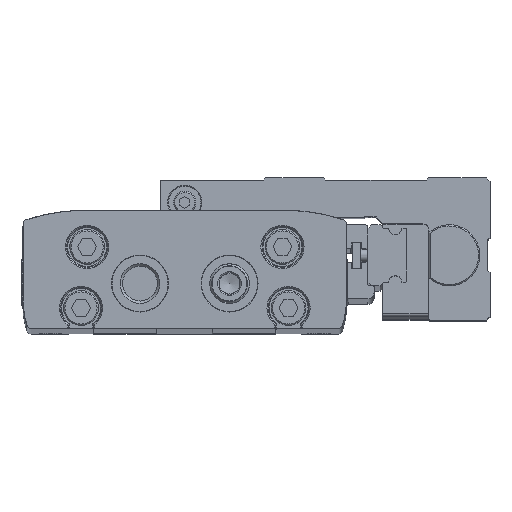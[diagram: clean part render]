
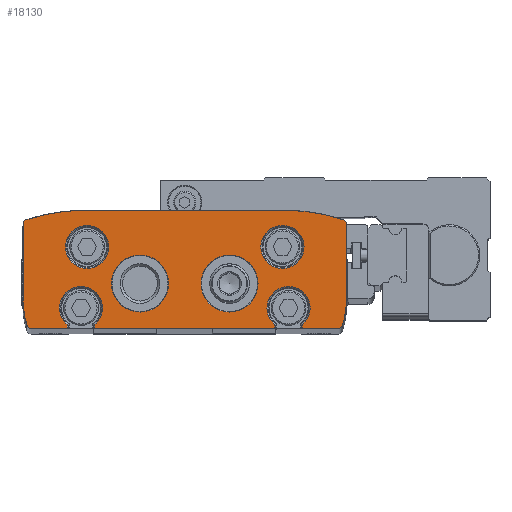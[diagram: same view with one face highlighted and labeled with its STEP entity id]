
A CAD part, top view. The second image highlights one B-rep face of the part: STEP entity #18130.
In plain terms, the highlighted planar face has unit normal (0, 0, 1).
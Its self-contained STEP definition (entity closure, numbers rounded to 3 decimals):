
#805=CIRCLE('',#22200,5.3);
#806=CIRCLE('',#22201,5.3);
#807=CIRCLE('',#22202,1.);
#808=CIRCLE('',#22203,21.);
#809=CIRCLE('',#22204,1.);
#810=CIRCLE('',#22205,45.);
#811=CIRCLE('',#22206,45.);
#812=CIRCLE('',#22207,1.);
#813=CIRCLE('',#22208,21.);
#814=CIRCLE('',#22209,1.);
#815=CIRCLE('',#22210,5.3);
#816=CIRCLE('',#22211,5.3);
#817=CIRCLE('',#22212,7.);
#818=CIRCLE('',#22213,7.);
#1857=ORIENTED_EDGE('',*,*,#6876,.F.);
#1858=ORIENTED_EDGE('',*,*,#6865,.T.);
#1859=ORIENTED_EDGE('',*,*,#6725,.T.);
#1860=ORIENTED_EDGE('',*,*,#6867,.F.);
#1861=ORIENTED_EDGE('',*,*,#6877,.F.);
#1862=ORIENTED_EDGE('',*,*,#6875,.T.);
#1863=ORIENTED_EDGE('',*,*,#6717,.T.);
#1864=ORIENTED_EDGE('',*,*,#6878,.T.);
#1865=ORIENTED_EDGE('',*,*,#6879,.T.);
#1866=ORIENTED_EDGE('',*,*,#6880,.T.);
#1867=ORIENTED_EDGE('',*,*,#6881,.T.);
#1868=ORIENTED_EDGE('',*,*,#6882,.T.);
#1869=ORIENTED_EDGE('',*,*,#6883,.T.);
#1870=ORIENTED_EDGE('',*,*,#6884,.T.);
#1871=ORIENTED_EDGE('',*,*,#6885,.T.);
#1872=ORIENTED_EDGE('',*,*,#6886,.T.);
#1873=ORIENTED_EDGE('',*,*,#6887,.T.);
#1874=ORIENTED_EDGE('',*,*,#6888,.T.);
#1875=ORIENTED_EDGE('',*,*,#6713,.T.);
#1876=ORIENTED_EDGE('',*,*,#6857,.F.);
#1877=ORIENTED_EDGE('',*,*,#6889,.F.);
#1878=ORIENTED_EDGE('',*,*,#6890,.F.);
#1879=ORIENTED_EDGE('',*,*,#6891,.F.);
#1880=ORIENTED_EDGE('',*,*,#6892,.F.);
#6713=EDGE_CURVE('',#9239,#9238,#11060,.T.);
#6717=EDGE_CURVE('',#9243,#9242,#11064,.T.);
#6725=EDGE_CURVE('',#9251,#9250,#11068,.T.);
#6857=EDGE_CURVE('',#9370,#9238,#11146,.T.);
#6865=EDGE_CURVE('',#9375,#9251,#11153,.T.);
#6867=EDGE_CURVE('',#9376,#9250,#11154,.T.);
#6875=EDGE_CURVE('',#9381,#9243,#11161,.T.);
#6876=EDGE_CURVE('',#9375,#9370,#805,.T.);
#6877=EDGE_CURVE('',#9381,#9376,#806,.T.);
#6878=EDGE_CURVE('',#9242,#9382,#807,.T.);
#6879=EDGE_CURVE('',#9382,#9383,#808,.T.);
#6880=EDGE_CURVE('',#9383,#9384,#11162,.T.);
#6881=EDGE_CURVE('',#9384,#9385,#809,.T.);
#6882=EDGE_CURVE('',#9385,#9386,#810,.T.);
#6883=EDGE_CURVE('',#9386,#9387,#11163,.T.);
#6884=EDGE_CURVE('',#9387,#9388,#811,.T.);
#6885=EDGE_CURVE('',#9388,#9389,#812,.T.);
#6886=EDGE_CURVE('',#9389,#9390,#11164,.T.);
#6887=EDGE_CURVE('',#9390,#9391,#813,.T.);
#6888=EDGE_CURVE('',#9391,#9239,#814,.T.);
#6889=EDGE_CURVE('',#9392,#9392,#815,.T.);
#6890=EDGE_CURVE('',#9393,#9393,#816,.T.);
#6891=EDGE_CURVE('',#9394,#9394,#817,.T.);
#6892=EDGE_CURVE('',#9395,#9395,#818,.T.);
#9238=VERTEX_POINT('',#29975);
#9239=VERTEX_POINT('',#29977);
#9242=VERTEX_POINT('',#29983);
#9243=VERTEX_POINT('',#29985);
#9250=VERTEX_POINT('',#29999);
#9251=VERTEX_POINT('',#30001);
#9370=VERTEX_POINT('',#30283);
#9375=VERTEX_POINT('',#30302);
#9376=VERTEX_POINT('',#30309);
#9381=VERTEX_POINT('',#30328);
#9382=VERTEX_POINT('',#30334);
#9383=VERTEX_POINT('',#30336);
#9384=VERTEX_POINT('',#30338);
#9385=VERTEX_POINT('',#30340);
#9386=VERTEX_POINT('',#30342);
#9387=VERTEX_POINT('',#30344);
#9388=VERTEX_POINT('',#30346);
#9389=VERTEX_POINT('',#30348);
#9390=VERTEX_POINT('',#30350);
#9391=VERTEX_POINT('',#30352);
#9392=VERTEX_POINT('',#30355);
#9393=VERTEX_POINT('',#30357);
#9394=VERTEX_POINT('',#30359);
#9395=VERTEX_POINT('',#30361);
#11060=LINE('',#29976,#12607);
#11064=LINE('',#29984,#12611);
#11068=LINE('',#30000,#12615);
#11146=LINE('',#30285,#12693);
#11153=LINE('',#30303,#12700);
#11154=LINE('',#30311,#12701);
#11161=LINE('',#30329,#12708);
#11162=LINE('',#30337,#12709);
#11163=LINE('',#30343,#12710);
#11164=LINE('',#30349,#12711);
#12607=VECTOR('',#24231,1000.);
#12611=VECTOR('',#24235,1000.);
#12615=VECTOR('',#24247,1000.);
#12693=VECTOR('',#24457,1000.);
#12700=VECTOR('',#24470,1000.);
#12701=VECTOR('',#24473,1000.);
#12708=VECTOR('',#24486,1000.);
#12709=VECTOR('',#24497,1000.);
#12710=VECTOR('',#24502,1000.);
#12711=VECTOR('',#24507,1000.);
#14194=EDGE_LOOP('',(#1857,#1858,#1859,#1860,#1861,#1862,#1863,#1864,#1865,
#1866,#1867,#1868,#1869,#1870,#1871,#1872,#1873,#1874,#1875,#1876));
#14195=EDGE_LOOP('',(#1877));
#14196=EDGE_LOOP('',(#1878));
#14197=EDGE_LOOP('',(#1879));
#14198=EDGE_LOOP('',(#1880));
#15871=FACE_BOUND('',#14194,.T.);
#15872=FACE_BOUND('',#14195,.T.);
#15873=FACE_BOUND('',#14196,.T.);
#15874=FACE_BOUND('',#14197,.T.);
#15875=FACE_BOUND('',#14198,.T.);
#17541=PLANE('',#22199);
#18130=ADVANCED_FACE('',(#15871,#15872,#15873,#15874,#15875),#17541,.T.);
#22199=AXIS2_PLACEMENT_3D('',#30330,#24487,#24488);
#22200=AXIS2_PLACEMENT_3D('',#30331,#24489,#24490);
#22201=AXIS2_PLACEMENT_3D('',#30332,#24491,#24492);
#22202=AXIS2_PLACEMENT_3D('',#30333,#24493,#24494);
#22203=AXIS2_PLACEMENT_3D('',#30335,#24495,#24496);
#22204=AXIS2_PLACEMENT_3D('',#30339,#24498,#24499);
#22205=AXIS2_PLACEMENT_3D('',#30341,#24500,#24501);
#22206=AXIS2_PLACEMENT_3D('',#30345,#24503,#24504);
#22207=AXIS2_PLACEMENT_3D('',#30347,#24505,#24506);
#22208=AXIS2_PLACEMENT_3D('',#30351,#24508,#24509);
#22209=AXIS2_PLACEMENT_3D('',#30353,#24510,#24511);
#22210=AXIS2_PLACEMENT_3D('',#30354,#24512,#24513);
#22211=AXIS2_PLACEMENT_3D('',#30356,#24514,#24515);
#22212=AXIS2_PLACEMENT_3D('',#30358,#24516,#24517);
#22213=AXIS2_PLACEMENT_3D('',#30360,#24518,#24519);
#24231=DIRECTION('',(1.,0.,0.));
#24235=DIRECTION('',(1.,0.,0.));
#24247=DIRECTION('',(1.,0.,0.));
#24457=DIRECTION('',(0.,-1.,0.));
#24470=DIRECTION('',(0.,-1.,0.));
#24473=DIRECTION('',(0.,-1.,0.));
#24486=DIRECTION('',(0.,-1.,0.));
#24487=DIRECTION('',(0.,0.,1.));
#24488=DIRECTION('',(1.,0.,0.));
#24489=DIRECTION('',(0.,0.,1.));
#24490=DIRECTION('',(1.,0.,0.));
#24491=DIRECTION('',(0.,0.,1.));
#24492=DIRECTION('',(1.,0.,0.));
#24493=DIRECTION('',(0.,0.,1.));
#24494=DIRECTION('',(1.,0.,0.));
#24495=DIRECTION('',(0.,0.,1.));
#24496=DIRECTION('',(1.,0.,0.));
#24497=DIRECTION('',(0.,1.,0.));
#24498=DIRECTION('',(0.,0.,1.));
#24499=DIRECTION('',(1.,0.,0.));
#24500=DIRECTION('',(0.,0.,1.));
#24501=DIRECTION('',(1.,0.,0.));
#24502=DIRECTION('',(-1.,0.,0.));
#24503=DIRECTION('',(0.,0.,1.));
#24504=DIRECTION('',(1.,0.,0.));
#24505=DIRECTION('',(0.,0.,1.));
#24506=DIRECTION('',(1.,0.,0.));
#24507=DIRECTION('',(0.,-1.,0.));
#24508=DIRECTION('',(0.,0.,1.));
#24509=DIRECTION('',(1.,0.,0.));
#24510=DIRECTION('',(0.,0.,1.));
#24511=DIRECTION('',(1.,0.,0.));
#24512=DIRECTION('',(0.,0.,1.));
#24513=DIRECTION('',(1.,0.,0.));
#24514=DIRECTION('',(0.,0.,1.));
#24515=DIRECTION('',(1.,0.,0.));
#24516=DIRECTION('',(0.,0.,1.));
#24517=DIRECTION('',(1.,0.,0.));
#24518=DIRECTION('',(0.,0.,1.));
#24519=DIRECTION('',(1.,0.,0.));
#29975=CARTESIAN_POINT('',(-28.9,0.,400.));
#29976=CARTESIAN_POINT('',(-37.779,0.,400.));
#29977=CARTESIAN_POINT('',(-37.779,0.,400.));
#29983=CARTESIAN_POINT('',(37.779,0.,400.));
#29984=CARTESIAN_POINT('',(-37.779,0.,400.));
#29985=CARTESIAN_POINT('',(28.9,0.,400.));
#29999=CARTESIAN_POINT('',(22.1,0.,400.));
#30000=CARTESIAN_POINT('',(-37.779,0.,400.));
#30001=CARTESIAN_POINT('',(-22.1,0.,400.));
#30283=CARTESIAN_POINT('',(-28.9,0.934,400.));
#30285=CARTESIAN_POINT('',(-28.9,5.,400.));
#30302=CARTESIAN_POINT('',(-22.1,0.934,400.));
#30303=CARTESIAN_POINT('',(-22.1,5.,400.));
#30309=CARTESIAN_POINT('',(22.1,0.934,400.));
#30311=CARTESIAN_POINT('',(22.1,5.,400.));
#30328=CARTESIAN_POINT('',(28.9,0.934,400.));
#30329=CARTESIAN_POINT('',(28.9,5.,400.));
#30330=CARTESIAN_POINT('',(-18.7,7.,400.));
#30331=CARTESIAN_POINT('',(-25.5,5.,400.));
#30332=CARTESIAN_POINT('',(25.5,5.,400.));
#30333=CARTESIAN_POINT('',(37.779,1.,400.));
#30334=CARTESIAN_POINT('',(38.733,0.7,400.));
#30335=CARTESIAN_POINT('',(18.7,7.,400.));
#30336=CARTESIAN_POINT('',(39.7,7.,400.));
#30337=CARTESIAN_POINT('',(39.7,7.,400.));
#30338=CARTESIAN_POINT('',(39.7,25.713,400.));
#30339=CARTESIAN_POINT('',(38.7,25.713,400.));
#30340=CARTESIAN_POINT('',(39.018,26.661,400.));
#30341=CARTESIAN_POINT('',(24.7,-16.,400.));
#30342=CARTESIAN_POINT('',(24.7,29.,400.));
#30343=CARTESIAN_POINT('',(24.7,29.,400.));
#30344=CARTESIAN_POINT('',(-24.7,29.,400.));
#30345=CARTESIAN_POINT('',(-24.7,-16.,400.));
#30346=CARTESIAN_POINT('',(-39.018,26.661,400.));
#30347=CARTESIAN_POINT('',(-38.7,25.713,400.));
#30348=CARTESIAN_POINT('',(-39.7,25.713,400.));
#30349=CARTESIAN_POINT('',(-39.7,25.713,400.));
#30350=CARTESIAN_POINT('',(-39.7,7.,400.));
#30351=CARTESIAN_POINT('',(-18.7,7.,400.));
#30352=CARTESIAN_POINT('',(-38.733,0.7,400.));
#30353=CARTESIAN_POINT('',(-37.779,1.,400.));
#30354=CARTESIAN_POINT('',(-24.,20.,400.));
#30355=CARTESIAN_POINT('',(-18.7,20.,400.));
#30356=CARTESIAN_POINT('',(24.,20.,400.));
#30357=CARTESIAN_POINT('',(29.3,20.,400.));
#30358=CARTESIAN_POINT('',(-11.,11.,400.));
#30359=CARTESIAN_POINT('',(-4.,11.,400.));
#30360=CARTESIAN_POINT('',(11.,11.,400.));
#30361=CARTESIAN_POINT('',(18.,11.,400.));
